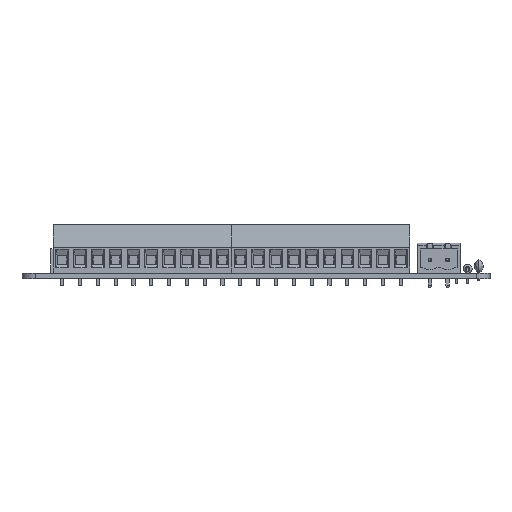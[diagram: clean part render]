
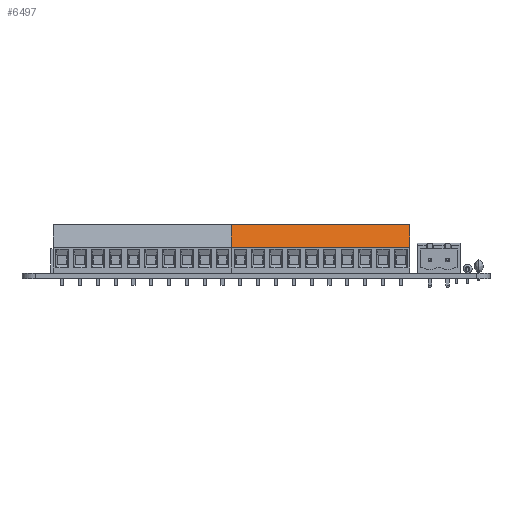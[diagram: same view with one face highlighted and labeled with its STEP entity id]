
A CAD part, front view. The second image highlights one B-rep face of the part: STEP entity #6497.
In plain terms, the highlighted free-form (B-spline) face has degree [1, 1] with [2, 2] control points.
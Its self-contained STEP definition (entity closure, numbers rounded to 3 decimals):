
#6223 = EDGE_CURVE('',#6224,#6226,#6228,.T.);
#6224 = VERTEX_POINT('',#6225);
#6225 = CARTESIAN_POINT('',(-2.54,-2.6,13.8));
#6226 = VERTEX_POINT('',#6227);
#6227 = CARTESIAN_POINT('',(-2.54,-4.1,7.4));
#6228 = SURFACE_CURVE('',#6229,(#6232,#6243),.PCURVE_S1.);
#6229 = B_SPLINE_CURVE_WITH_KNOTS('',1,(#6230,#6231),.UNSPECIFIED.,.F.,
  .F.,(2,2),(0.,6.573),.PIECEWISE_BEZIER_KNOTS.);
#6230 = CARTESIAN_POINT('',(-2.54,-2.6,13.8));
#6231 = CARTESIAN_POINT('',(-2.54,-4.1,7.4));
#6232 = PCURVE('',#6233,#6238);
#6233 = B_SPLINE_SURFACE_WITH_KNOTS('',1,1,(
    (#6234,#6235)
    ,(#6236,#6237
    )),.UNSPECIFIED.,.F.,.F.,.F.,(2,2),(2,2),(-6.9,6.9),(-4.9
    ,4.9),.PIECEWISE_BEZIER_KNOTS.);
#6234 = CARTESIAN_POINT('',(-2.54,5.2,0.));
#6235 = CARTESIAN_POINT('',(-2.54,-4.6,0.));
#6236 = CARTESIAN_POINT('',(-2.54,5.2,13.8));
#6237 = CARTESIAN_POINT('',(-2.54,-4.6,13.8));
#6238 = DEFINITIONAL_REPRESENTATION('',(#6239),#6242);
#6239 = B_SPLINE_CURVE_WITH_KNOTS('',1,(#6240,#6241),.UNSPECIFIED.,.F.,
  .F.,(2,2),(0.,6.573),.PIECEWISE_BEZIER_KNOTS.);
#6240 = CARTESIAN_POINT('',(6.9,2.9));
#6241 = CARTESIAN_POINT('',(0.5,4.4));
#6242 = ( GEOMETRIC_REPRESENTATION_CONTEXT(2) 
PARAMETRIC_REPRESENTATION_CONTEXT() REPRESENTATION_CONTEXT('2D SPACE',''
  ) );
#6243 = PCURVE('',#6244,#6249);
#6244 = B_SPLINE_SURFACE_WITH_KNOTS('',1,1,(
    (#6245,#6246)
    ,(#6247,#6248
    )),.UNSPECIFIED.,.F.,.F.,.F.,(2,2),(2,2),(0.,6.573),(-50.8,
    0.),.PIECEWISE_BEZIER_KNOTS.);
#6245 = CARTESIAN_POINT('',(48.26,-2.6,13.8));
#6246 = CARTESIAN_POINT('',(-2.54,-2.6,13.8));
#6247 = CARTESIAN_POINT('',(48.26,-4.1,7.4));
#6248 = CARTESIAN_POINT('',(-2.54,-4.1,7.4));
#6249 = DEFINITIONAL_REPRESENTATION('',(#6250),#6253);
#6250 = B_SPLINE_CURVE_WITH_KNOTS('',1,(#6251,#6252),.UNSPECIFIED.,.F.,
  .F.,(2,2),(0.,6.573),.PIECEWISE_BEZIER_KNOTS.);
#6251 = CARTESIAN_POINT('',(0.,0.));
#6252 = CARTESIAN_POINT('',(6.573,0.));
#6253 = ( GEOMETRIC_REPRESENTATION_CONTEXT(2) 
PARAMETRIC_REPRESENTATION_CONTEXT() REPRESENTATION_CONTEXT('2D SPACE',''
  ) );
#6269 = B_SPLINE_SURFACE_WITH_KNOTS('',1,1,(
    (#6270,#6271)
    ,(#6272,#6273
    )),.UNSPECIFIED.,.F.,.F.,.F.,(2,2),(2,2),(0.,0.5),(-50.8,0.),
  .PIECEWISE_BEZIER_KNOTS.);
#6270 = CARTESIAN_POINT('',(48.26,-4.1,7.4));
#6271 = CARTESIAN_POINT('',(-2.54,-4.1,7.4));
#6272 = CARTESIAN_POINT('',(48.26,-4.6,7.4));
#6273 = CARTESIAN_POINT('',(-2.54,-4.6,7.4));
#6487 = B_SPLINE_SURFACE_WITH_KNOTS('',1,1,(
    (#6488,#6489)
    ,(#6490,#6491
    )),.UNSPECIFIED.,.F.,.F.,.F.,(2,2),(2,2),(3.,7.8),(-50.8,0.),
  .PIECEWISE_BEZIER_KNOTS.);
#6488 = CARTESIAN_POINT('',(48.26,2.2,13.8));
#6489 = CARTESIAN_POINT('',(-2.54,2.2,13.8));
#6490 = CARTESIAN_POINT('',(48.26,-2.6,13.8));
#6491 = CARTESIAN_POINT('',(-2.54,-2.6,13.8));
#6497 = ADVANCED_FACE('',(#6498),#6244,.F.);
#6498 = FACE_BOUND('',#6499,.F.);
#6499 = EDGE_LOOP('',(#6500,#6520,#6545,#6563));
#6500 = ORIENTED_EDGE('',*,*,#6501,.T.);
#6501 = EDGE_CURVE('',#6224,#6502,#6504,.T.);
#6502 = VERTEX_POINT('',#6503);
#6503 = CARTESIAN_POINT('',(48.26,-2.6,13.8));
#6504 = SURFACE_CURVE('',#6505,(#6508,#6514),.PCURVE_S1.);
#6505 = B_SPLINE_CURVE_WITH_KNOTS('',1,(#6506,#6507),.UNSPECIFIED.,.F.,
  .F.,(2,2),(0.,50.8),.PIECEWISE_BEZIER_KNOTS.);
#6506 = CARTESIAN_POINT('',(-2.54,-2.6,13.8));
#6507 = CARTESIAN_POINT('',(48.26,-2.6,13.8));
#6508 = PCURVE('',#6244,#6509);
#6509 = DEFINITIONAL_REPRESENTATION('',(#6510),#6513);
#6510 = B_SPLINE_CURVE_WITH_KNOTS('',1,(#6511,#6512),.UNSPECIFIED.,.F.,
  .F.,(2,2),(0.,50.8),.PIECEWISE_BEZIER_KNOTS.);
#6511 = CARTESIAN_POINT('',(0.,0.));
#6512 = CARTESIAN_POINT('',(0.,-50.8));
#6513 = ( GEOMETRIC_REPRESENTATION_CONTEXT(2) 
PARAMETRIC_REPRESENTATION_CONTEXT() REPRESENTATION_CONTEXT('2D SPACE',''
  ) );
#6514 = PCURVE('',#6487,#6515);
#6515 = DEFINITIONAL_REPRESENTATION('',(#6516),#6519);
#6516 = B_SPLINE_CURVE_WITH_KNOTS('',1,(#6517,#6518),.UNSPECIFIED.,.F.,
  .F.,(2,2),(0.,50.8),.PIECEWISE_BEZIER_KNOTS.);
#6517 = CARTESIAN_POINT('',(7.8,0.));
#6518 = CARTESIAN_POINT('',(7.8,-50.8));
#6519 = ( GEOMETRIC_REPRESENTATION_CONTEXT(2) 
PARAMETRIC_REPRESENTATION_CONTEXT() REPRESENTATION_CONTEXT('2D SPACE',''
  ) );
#6520 = ORIENTED_EDGE('',*,*,#6521,.T.);
#6521 = EDGE_CURVE('',#6502,#6522,#6524,.T.);
#6522 = VERTEX_POINT('',#6523);
#6523 = CARTESIAN_POINT('',(48.26,-4.1,7.4));
#6524 = SURFACE_CURVE('',#6525,(#6528,#6534),.PCURVE_S1.);
#6525 = B_SPLINE_CURVE_WITH_KNOTS('',1,(#6526,#6527),.UNSPECIFIED.,.F.,
  .F.,(2,2),(0.,6.573),.PIECEWISE_BEZIER_KNOTS.);
#6526 = CARTESIAN_POINT('',(48.26,-2.6,13.8));
#6527 = CARTESIAN_POINT('',(48.26,-4.1,7.4));
#6528 = PCURVE('',#6244,#6529);
#6529 = DEFINITIONAL_REPRESENTATION('',(#6530),#6533);
#6530 = B_SPLINE_CURVE_WITH_KNOTS('',1,(#6531,#6532),.UNSPECIFIED.,.F.,
  .F.,(2,2),(0.,6.573),.PIECEWISE_BEZIER_KNOTS.);
#6531 = CARTESIAN_POINT('',(0.,-50.8));
#6532 = CARTESIAN_POINT('',(6.573,-50.8));
#6533 = ( GEOMETRIC_REPRESENTATION_CONTEXT(2) 
PARAMETRIC_REPRESENTATION_CONTEXT() REPRESENTATION_CONTEXT('2D SPACE',''
  ) );
#6534 = PCURVE('',#6535,#6540);
#6535 = B_SPLINE_SURFACE_WITH_KNOTS('',1,1,(
    (#6536,#6537)
    ,(#6538,#6539
    )),.UNSPECIFIED.,.F.,.F.,.F.,(2,2),(2,2),(-6.9,6.9),(-4.9
    ,4.9),.PIECEWISE_BEZIER_KNOTS.);
#6536 = CARTESIAN_POINT('',(48.26,5.2,0.));
#6537 = CARTESIAN_POINT('',(48.26,-4.6,0.));
#6538 = CARTESIAN_POINT('',(48.26,5.2,13.8));
#6539 = CARTESIAN_POINT('',(48.26,-4.6,13.8));
#6540 = DEFINITIONAL_REPRESENTATION('',(#6541),#6544);
#6541 = B_SPLINE_CURVE_WITH_KNOTS('',1,(#6542,#6543),.UNSPECIFIED.,.F.,
  .F.,(2,2),(0.,6.573),.PIECEWISE_BEZIER_KNOTS.);
#6542 = CARTESIAN_POINT('',(6.9,2.9));
#6543 = CARTESIAN_POINT('',(0.5,4.4));
#6544 = ( GEOMETRIC_REPRESENTATION_CONTEXT(2) 
PARAMETRIC_REPRESENTATION_CONTEXT() REPRESENTATION_CONTEXT('2D SPACE',''
  ) );
#6545 = ORIENTED_EDGE('',*,*,#6546,.F.);
#6546 = EDGE_CURVE('',#6226,#6522,#6547,.T.);
#6547 = SURFACE_CURVE('',#6548,(#6551,#6557),.PCURVE_S1.);
#6548 = B_SPLINE_CURVE_WITH_KNOTS('',1,(#6549,#6550),.UNSPECIFIED.,.F.,
  .F.,(2,2),(0.,50.8),.PIECEWISE_BEZIER_KNOTS.);
#6549 = CARTESIAN_POINT('',(-2.54,-4.1,7.4));
#6550 = CARTESIAN_POINT('',(48.26,-4.1,7.4));
#6551 = PCURVE('',#6244,#6552);
#6552 = DEFINITIONAL_REPRESENTATION('',(#6553),#6556);
#6553 = B_SPLINE_CURVE_WITH_KNOTS('',1,(#6554,#6555),.UNSPECIFIED.,.F.,
  .F.,(2,2),(0.,50.8),.PIECEWISE_BEZIER_KNOTS.);
#6554 = CARTESIAN_POINT('',(6.573,0.));
#6555 = CARTESIAN_POINT('',(6.573,-50.8));
#6556 = ( GEOMETRIC_REPRESENTATION_CONTEXT(2) 
PARAMETRIC_REPRESENTATION_CONTEXT() REPRESENTATION_CONTEXT('2D SPACE',''
  ) );
#6557 = PCURVE('',#6269,#6558);
#6558 = DEFINITIONAL_REPRESENTATION('',(#6559),#6562);
#6559 = B_SPLINE_CURVE_WITH_KNOTS('',1,(#6560,#6561),.UNSPECIFIED.,.F.,
  .F.,(2,2),(0.,50.8),.PIECEWISE_BEZIER_KNOTS.);
#6560 = CARTESIAN_POINT('',(0.,0.));
#6561 = CARTESIAN_POINT('',(0.,-50.8));
#6562 = ( GEOMETRIC_REPRESENTATION_CONTEXT(2) 
PARAMETRIC_REPRESENTATION_CONTEXT() REPRESENTATION_CONTEXT('2D SPACE',''
  ) );
#6563 = ORIENTED_EDGE('',*,*,#6223,.F.);
